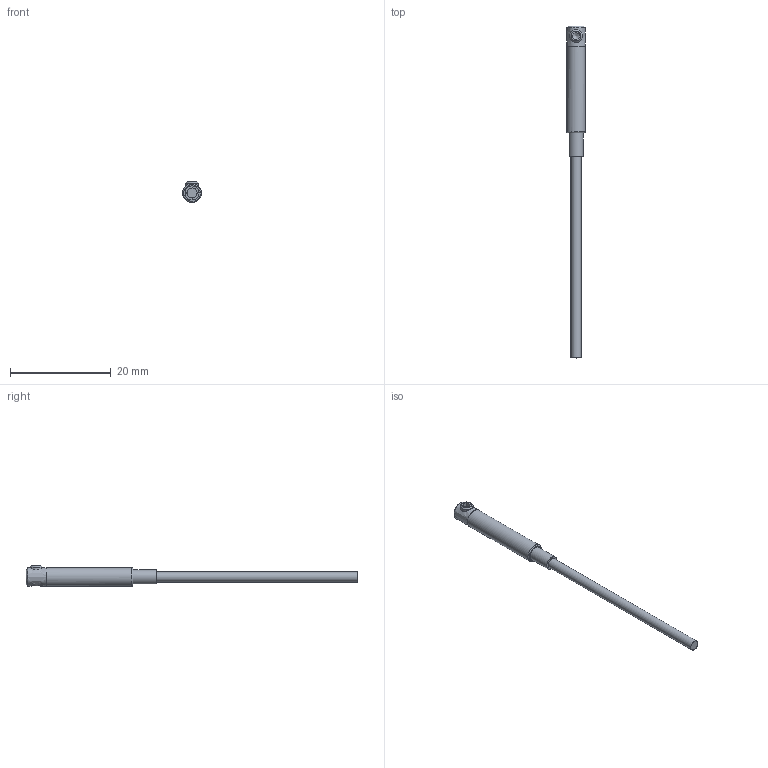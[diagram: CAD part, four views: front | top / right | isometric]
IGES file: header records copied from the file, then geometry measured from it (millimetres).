
Global section: file name: mzec3.7; native system: Autodesk Inventor 2015; preprocessor: unknown; author: lck; date: 20150722.102243; units: millimetre
Bounding box: 3.7 x 65.85 x 4.09 mm (x, y, z)
Volume: 379.7 mm3; surface area: 573.9 mm2
Topology: 1 solids, 1 shells, 31 faces, 77 edges, 52 vertices
Faces by surface type: bspline 31
